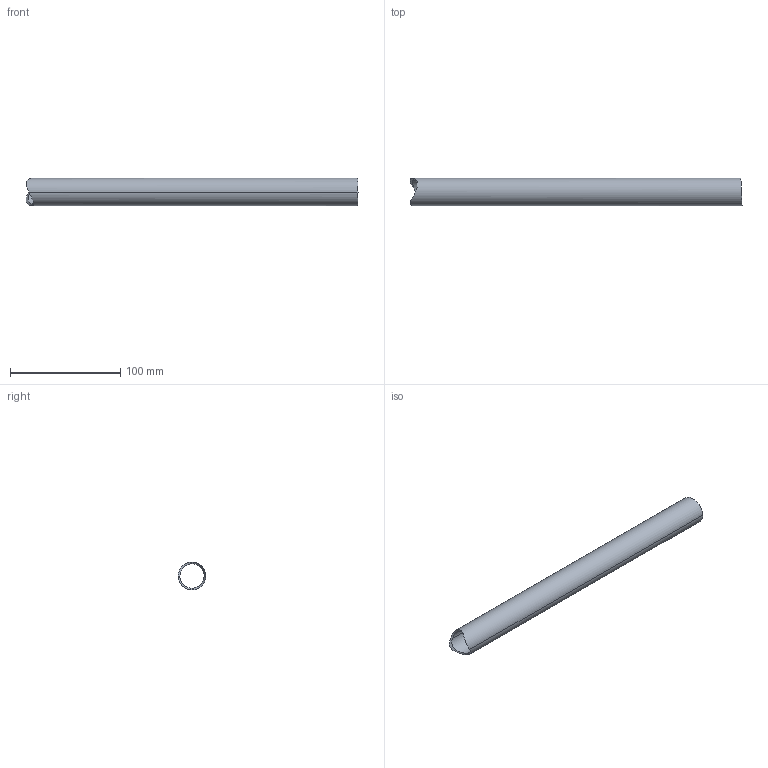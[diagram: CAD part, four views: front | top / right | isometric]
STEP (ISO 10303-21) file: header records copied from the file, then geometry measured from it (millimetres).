
FILE_DESCRIPTION(('STEP AP214'),'1');
FILE_NAME('13.stp','2018-12-06T12:42:26',(' '),(' '),'Spatial InterOp 3D',' ',' ');
FILE_SCHEMA(('automotive_design'));
Length unit declared in the file: metre
Products named in the file (1): Corps1
Bounding box: 301.2 x 25 x 25 mm (x, y, z)
Volume: 32855.6 mm3; surface area: 44062.7 mm2
Topology: 1 solids, 1 shells, 7 faces, 22 edges, 16 vertices
Faces by surface type: cylinder 6, plane 1
Entity records: 424 total; most frequent: CARTESIAN_POINT 145, ORIENTED_EDGE 44, DIRECTION 38, EDGE_CURVE 22, AXIS2_PLACEMENT_3D 16, VERTEX_POINT 16, STYLED_ITEM 8, PRESENTATION_STYLE_ASSIGNMENT 8
